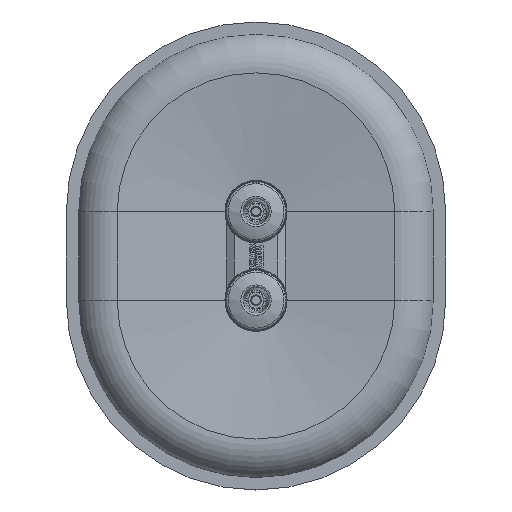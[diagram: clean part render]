
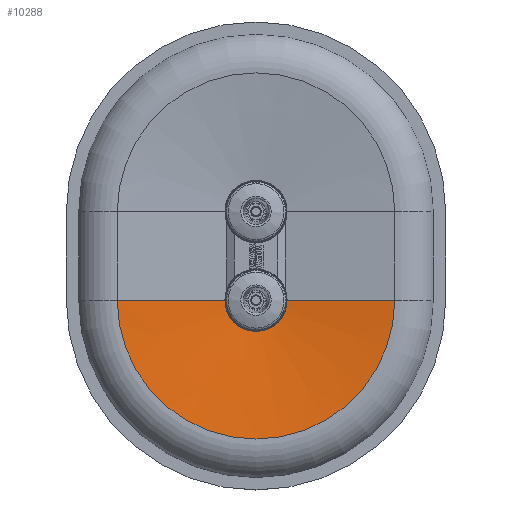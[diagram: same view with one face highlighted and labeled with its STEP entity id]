
A CAD part, top view. The second image highlights one B-rep face of the part: STEP entity #10288.
In plain terms, the highlighted conical face has half-angle 82.773 degrees and reference radius 156.524 mm.
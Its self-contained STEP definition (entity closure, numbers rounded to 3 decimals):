
#1632=CONICAL_SURFACE('',#37826,156.524,82.773);
#3607=FACE_OUTER_BOUND('',#14508,.T.);
#5798=LINE('',#60551,#7932);
#5799=LINE('',#60556,#7933);
#7932=VECTOR('',#44525,1.);
#7933=VECTOR('',#44528,1.);
#10288=ADVANCED_FACE('',(#3607),#1632,.F.);
#14508=EDGE_LOOP('',(#20854,#20855,#20856,#20857));
#20854=ORIENTED_EDGE('',*,*,#31634,.F.);
#20855=ORIENTED_EDGE('',*,*,#31635,.T.);
#20856=ORIENTED_EDGE('',*,*,#31636,.T.);
#20857=ORIENTED_EDGE('',*,*,#31637,.F.);
#27606=VERTEX_POINT('',#60552);
#27607=VERTEX_POINT('',#60553);
#27608=VERTEX_POINT('',#60555);
#27609=VERTEX_POINT('',#60557);
#31634=EDGE_CURVE('',#27606,#27607,#5798,.T.);
#31635=EDGE_CURVE('',#27606,#27608,#35143,.T.);
#31636=EDGE_CURVE('',#27608,#27609,#5799,.T.);
#31637=EDGE_CURVE('',#27607,#27609,#35144,.T.);
#35143=CIRCLE('',#37824,156.524);
#35144=CIRCLE('',#37825,33.283);
#37824=AXIS2_PLACEMENT_3D('',#60554,#44526,#44527);
#37825=AXIS2_PLACEMENT_3D('',#60558,#44529,#44530);
#37826=AXIS2_PLACEMENT_3D('',#60559,#44531,#44532);
#44525=DIRECTION('',(0.992,0.,-0.126));
#44526=DIRECTION('',(0.,0.,1.));
#44527=DIRECTION('',(1.,0.,0.));
#44528=DIRECTION('',(-0.992,0.,-0.126));
#44529=DIRECTION('',(0.,0.,1.));
#44530=DIRECTION('',(1.,0.,0.));
#44531=DIRECTION('',(0.,0.,1.));
#44532=DIRECTION('',(-1.,0.,0.));
#60551=CARTESIAN_POINT('',(-156.524,-50.,26.873));
#60552=CARTESIAN_POINT('',(-156.524,-50.,26.873));
#60553=CARTESIAN_POINT('',(-33.283,-50.,11.245));
#60554=CARTESIAN_POINT('',(0.,-50.,26.873));
#60555=CARTESIAN_POINT('',(156.524,-50.,26.873));
#60556=CARTESIAN_POINT('',(156.524,-50.,26.873));
#60557=CARTESIAN_POINT('',(33.283,-50.,11.245));
#60558=CARTESIAN_POINT('',(0.,-50.,11.245));
#60559=CARTESIAN_POINT('',(0.,-50.,26.873));
